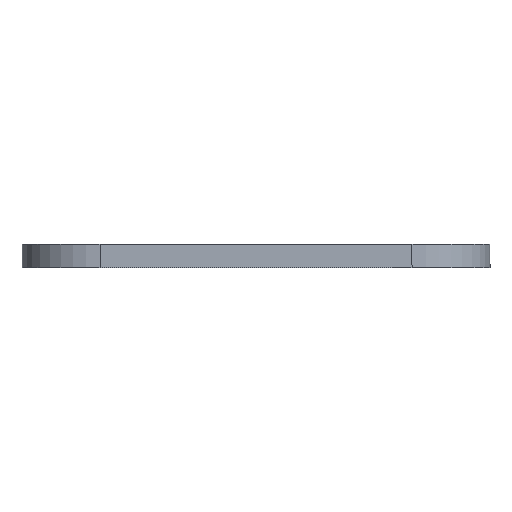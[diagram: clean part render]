
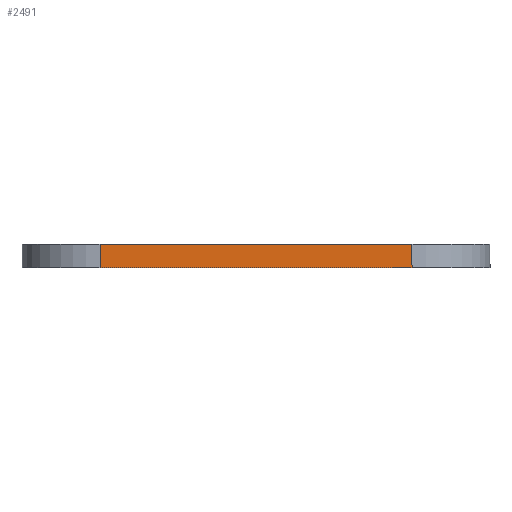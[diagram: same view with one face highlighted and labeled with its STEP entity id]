
A CAD part, front view. The second image highlights one B-rep face of the part: STEP entity #2491.
In plain terms, the highlighted planar face has unit normal (0, -1, 0).
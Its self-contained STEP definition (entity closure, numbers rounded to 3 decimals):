
#73=PLANE('',#2795);
#197=FACE_OUTER_BOUND('',#339,.T.);
#339=EDGE_LOOP('',(#2271,#2272,#2273,#2274));
#361=LINE('',#3669,#569);
#409=LINE('',#3916,#617);
#547=LINE('',#4328,#755);
#548=LINE('',#4330,#756);
#569=VECTOR('',#2879,10.);
#617=VECTOR('',#3093,10.);
#755=VECTOR('',#3577,10.);
#756=VECTOR('',#3580,10.);
#952=VERTEX_POINT('',#3666);
#953=VERTEX_POINT('',#3668);
#1068=VERTEX_POINT('',#3913);
#1069=VERTEX_POINT('',#3915);
#1208=EDGE_CURVE('',#953,#952,#361,.T.);
#1332=EDGE_CURVE('',#1068,#1069,#409,.T.);
#1539=EDGE_CURVE('',#952,#1069,#547,.T.);
#1540=EDGE_CURVE('',#953,#1068,#548,.T.);
#2271=ORIENTED_EDGE('',*,*,#1208,.T.);
#2272=ORIENTED_EDGE('',*,*,#1539,.T.);
#2273=ORIENTED_EDGE('',*,*,#1332,.F.);
#2274=ORIENTED_EDGE('',*,*,#1540,.F.);
#2491=ADVANCED_FACE('',(#197),#73,.T.);
#2795=AXIS2_PLACEMENT_3D('',#4329,#3578,#3579);
#2879=DIRECTION('',(1.,0.,0.));
#3093=DIRECTION('',(1.,0.,0.));
#3577=DIRECTION('',(0.,0.,1.));
#3578=DIRECTION('center_axis',(0.,-1.,0.));
#3579=DIRECTION('ref_axis',(1.,0.,0.));
#3580=DIRECTION('',(0.,0.,1.));
#3666=CARTESIAN_POINT('',(-40.,-240.,0.));
#3668=CARTESIAN_POINT('',(-200.,-240.,0.));
#3669=CARTESIAN_POINT('',(-200.,-240.,0.));
#3913=CARTESIAN_POINT('',(-200.,-240.,12.));
#3915=CARTESIAN_POINT('',(-40.,-240.,12.));
#3916=CARTESIAN_POINT('',(-200.,-240.,12.));
#4328=CARTESIAN_POINT('',(-40.,-240.,0.));
#4329=CARTESIAN_POINT('Origin',(-200.,-240.,0.));
#4330=CARTESIAN_POINT('',(-200.,-240.,0.));
